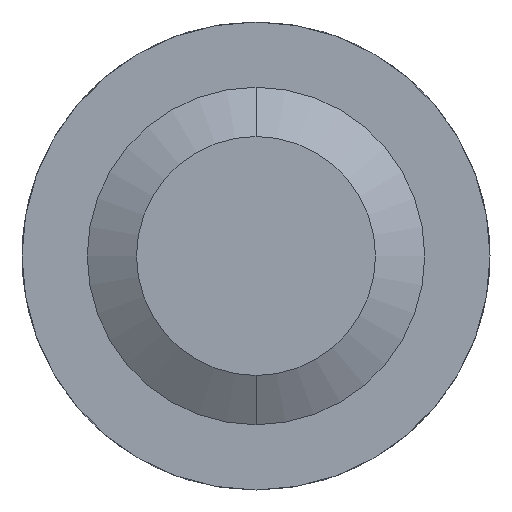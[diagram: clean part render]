
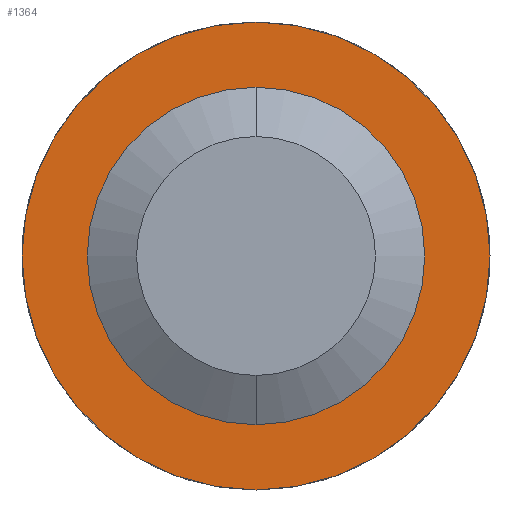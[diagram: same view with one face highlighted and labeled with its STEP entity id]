
A CAD part, front view. The second image highlights one B-rep face of the part: STEP entity #1364.
In plain terms, the highlighted planar face has unit normal (0, -1, 0).
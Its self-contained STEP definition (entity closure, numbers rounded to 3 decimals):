
#81 = VERTEX_POINT ( 'NONE', #2981 ) ;
#141 = DIRECTION ( 'NONE',  ( 0., 1., 0. ) ) ;
#334 = ORIENTED_EDGE ( 'NONE', *, *, #3330, .F. ) ;
#355 = VERTEX_POINT ( 'NONE', #1842 ) ;
#375 = FACE_OUTER_BOUND ( 'NONE', #1065, .T. ) ;
#410 = CIRCLE ( 'NONE', #812, 0.95 ) ;
#446 = CARTESIAN_POINT ( 'NONE',  ( 0.95, -2.5, 0. ) ) ;
#457 = CIRCLE ( 'NONE', #651, 0.685 ) ;
#651 = AXIS2_PLACEMENT_3D ( 'NONE', #2322, #1410, #1439 ) ;
#700 = CIRCLE ( 'NONE', #1941, 0.685 ) ;
#713 = ORIENTED_EDGE ( 'NONE', *, *, #1599, .F. ) ;
#728 = DIRECTION ( 'NONE',  ( 0., 0., 1. ) ) ;
#769 = CARTESIAN_POINT ( 'NONE',  ( 0., -2.5, 0. ) ) ;
#812 = AXIS2_PLACEMENT_3D ( 'NONE', #769, #2789, #728 ) ;
#1065 = EDGE_LOOP ( 'NONE', ( #713, #334 ) ) ;
#1105 = EDGE_CURVE ( 'Defeature ausgef�hrt1_5+Defeature ausgef�hrt1_6+Defeature ausgef�hrt1_6+Defeature ausgef�hrt1_6', #1720, #355, #457, .T. ) ;
#1112 = CARTESIAN_POINT ( 'NONE',  ( 0., -2.5, 0.95 ) ) ;
#1364 = ADVANCED_FACE ( 'Defeature ausgef�hrt1_5', ( #375, #2607 ), #2989, .F. ) ;
#1410 = DIRECTION ( 'NONE',  ( 0., 1., 0. ) ) ;
#1439 = DIRECTION ( 'NONE',  ( 0., 0., 1. ) ) ;
#1482 = AXIS2_PLACEMENT_3D ( 'NONE', #2589, #2027, #2318 ) ;
#1599 = EDGE_CURVE ( 'Defeature ausgef�hrt1_4+Defeature ausgef�hrt1_5+Defeature ausgef�hrt1_5+Defeature ausgef�hrt1_5', #1897, #81, #3646, .T. ) ;
#1720 = VERTEX_POINT ( 'NONE', #2866 ) ;
#1832 = DIRECTION ( 'NONE',  ( 0., 1., 0. ) ) ;
#1842 = CARTESIAN_POINT ( 'NONE',  ( 0., -2.5, -0.685 ) ) ;
#1897 = VERTEX_POINT ( 'NONE', #1112 ) ;
#1941 = AXIS2_PLACEMENT_3D ( 'NONE', #2220, #141, #2500 ) ;
#2016 = AXIS2_PLACEMENT_3D ( 'NONE', #446, #1832, #2691 ) ;
#2027 = DIRECTION ( 'NONE',  ( 0., 1., 0. ) ) ;
#2206 = EDGE_CURVE ( 'Defeature ausgef�hrt1_5+Defeature ausgef�hrt1_6+Defeature ausgef�hrt1_6+Defeature ausgef�hrt1_6', #355, #1720, #700, .T. ) ;
#2220 = CARTESIAN_POINT ( 'NONE',  ( 0., -2.5, 0. ) ) ;
#2318 = DIRECTION ( 'NONE',  ( 0., 0., 1. ) ) ;
#2322 = CARTESIAN_POINT ( 'NONE',  ( 0., -2.5, 0. ) ) ;
#2500 = DIRECTION ( 'NONE',  ( 0., 0., 1. ) ) ;
#2589 = CARTESIAN_POINT ( 'NONE',  ( 0., -2.5, 0. ) ) ;
#2607 = FACE_BOUND ( 'NONE', #2912, .T. ) ;
#2691 = DIRECTION ( 'NONE',  ( 0., 0., 1. ) ) ;
#2753 = ORIENTED_EDGE ( 'NONE', *, *, #1105, .T. ) ;
#2789 = DIRECTION ( 'NONE',  ( 0., 1., 0. ) ) ;
#2866 = CARTESIAN_POINT ( 'NONE',  ( 0., -2.5, 0.685 ) ) ;
#2912 = EDGE_LOOP ( 'NONE', ( #2753, #3045 ) ) ;
#2981 = CARTESIAN_POINT ( 'NONE',  ( 0., -2.5, -0.95 ) ) ;
#2989 = PLANE ( 'NONE',  #2016 ) ;
#3045 = ORIENTED_EDGE ( 'NONE', *, *, #2206, .T. ) ;
#3330 = EDGE_CURVE ( 'Defeature ausgef�hrt1_4+Defeature ausgef�hrt1_5+Defeature ausgef�hrt1_5+Defeature ausgef�hrt1_5', #81, #1897, #410, .T. ) ;
#3646 = CIRCLE ( 'NONE', #1482, 0.95 ) ;
